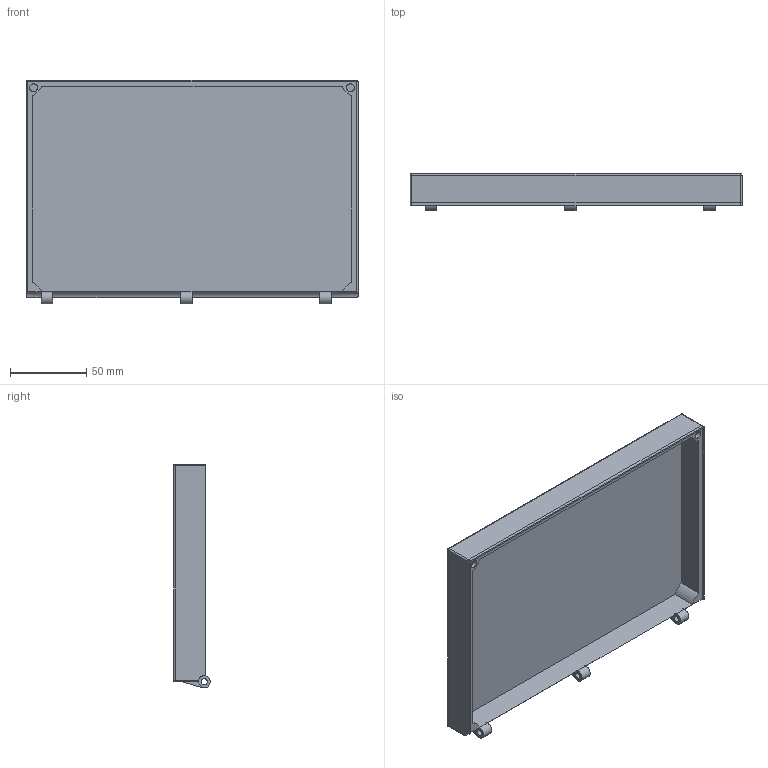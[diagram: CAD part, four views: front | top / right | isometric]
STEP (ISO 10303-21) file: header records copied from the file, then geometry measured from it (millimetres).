
FILE_DESCRIPTION(('HOOPS Exchange Step'),'2;1');
FILE_NAME('063-top-v3.stp','2024-09-02T09:33:02+07:00',('nguye'),('Unknown organisation'),'HOOPS Exchange 2023.2','HOOPS Exchange','Unknown authorisation');
FILE_SCHEMA( ('AP203_CONFIGURATION_CONTROLLED_3D_DESIGN_OF_MECHANICAL_PARTS_AND_ASSEMBLIES_MIM_LF') );
Length unit declared in the file: millimetre
Products named in the file (1): Top Body .001
Bounding box: 217.49 x 24 x 146.67 mm (x, y, z)
Volume: 169477.7 mm3; surface area: 88900.1 mm2
Topology: 1 solids, 1 shells, 71 faces, 178 edges, 107 vertices
Faces by surface type: plane 36, cylinder 31, sphere 4
Full cylindrical faces by diameter (mm): 4 x3, 5.1 x2
Entity records: 2164 total; most frequent: CARTESIAN_POINT 411, DIRECTION 379, ORIENTED_EDGE 352, EDGE_CURVE 176, AXIS2_PLACEMENT_3D 139, VERTEX_POINT 109, VECTOR 101, LINE 101
